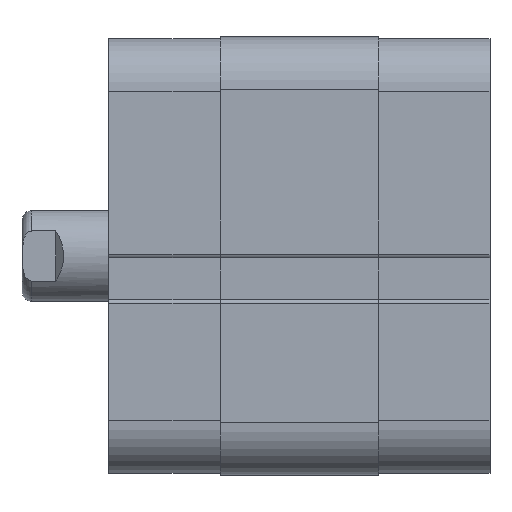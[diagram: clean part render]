
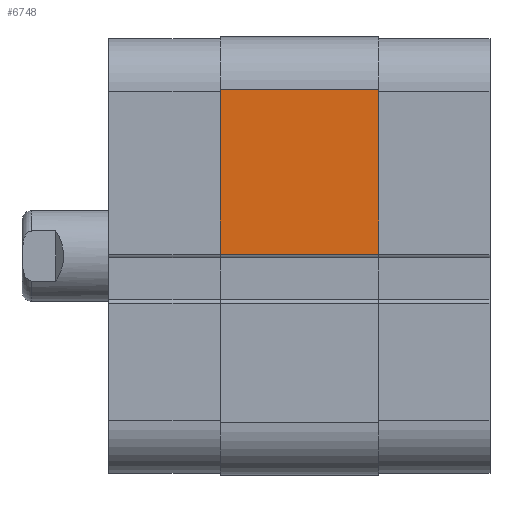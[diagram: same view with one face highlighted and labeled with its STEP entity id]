
A CAD part, left-side view. The second image highlights one B-rep face of the part: STEP entity #6748.
In plain terms, the highlighted planar face has unit normal (-1, 0, 0).
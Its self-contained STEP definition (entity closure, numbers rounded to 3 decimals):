
#5127=CARTESIAN_POINT('',(-29.05,10.5,0.25));
#5128=VERTEX_POINT('',#5127);
#5136=CARTESIAN_POINT('',(-29.05,10.5,22.05));
#5137=VERTEX_POINT('',#5136);
#5138=CARTESIAN_POINT('',(-29.05,10.5,22.05));
#5139=DIRECTION('',(0.0,0.0,-1.0));
#5140=VECTOR('',#5139,21.8);
#5141=LINE('',#5138,#5140);
#5142=EDGE_CURVE('',#5137,#5128,#5141,.T.);
#6232=CARTESIAN_POINT('',(-29.05,-10.5,22.05));
#6233=VERTEX_POINT('',#6232);
#6241=CARTESIAN_POINT('',(-29.05,-10.5,0.25));
#6242=VERTEX_POINT('',#6241);
#6243=CARTESIAN_POINT('',(-29.05,-10.5,0.25));
#6244=DIRECTION('',(0.0,0.0,1.0));
#6245=VECTOR('',#6244,21.8);
#6246=LINE('',#6243,#6245);
#6247=EDGE_CURVE('',#6242,#6233,#6246,.T.);
#6721=CARTESIAN_POINT('',(-29.05,10.5,22.05));
#6722=DIRECTION('',(0.0,-1.0,0.0));
#6723=VECTOR('',#6722,21.0);
#6724=LINE('',#6721,#6723);
#6725=EDGE_CURVE('',#5137,#6233,#6724,.T.);
#6732=CARTESIAN_POINT('',(-29.05,0.0,22.05));
#6733=DIRECTION('',(-1.0,0.0,0.0));
#6734=DIRECTION('',(0.0,0.0,1.0));
#6735=AXIS2_PLACEMENT_3D('',#6732,#6733,#6734);
#6736=PLANE('',#6735);
#6737=ORIENTED_EDGE('',*,*,#5142,.T.);
#6738=CARTESIAN_POINT('',(-29.05,10.5,0.25));
#6739=DIRECTION('',(0.0,-1.0,0.0));
#6740=VECTOR('',#6739,21.0);
#6741=LINE('',#6738,#6740);
#6742=EDGE_CURVE('',#5128,#6242,#6741,.T.);
#6743=ORIENTED_EDGE('',*,*,#6742,.T.);
#6744=ORIENTED_EDGE('',*,*,#6247,.T.);
#6745=ORIENTED_EDGE('',*,*,#6725,.F.);
#6746=EDGE_LOOP('',(#6737,#6743,#6744,#6745));
#6747=FACE_OUTER_BOUND('',#6746,.T.);
#6748=ADVANCED_FACE('',(#6747),#6736,.T.);
